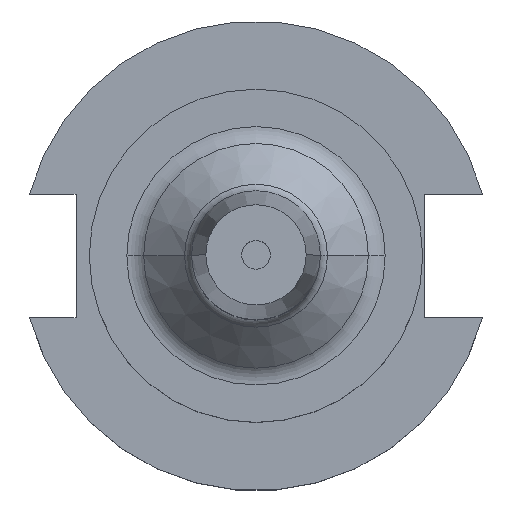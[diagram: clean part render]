
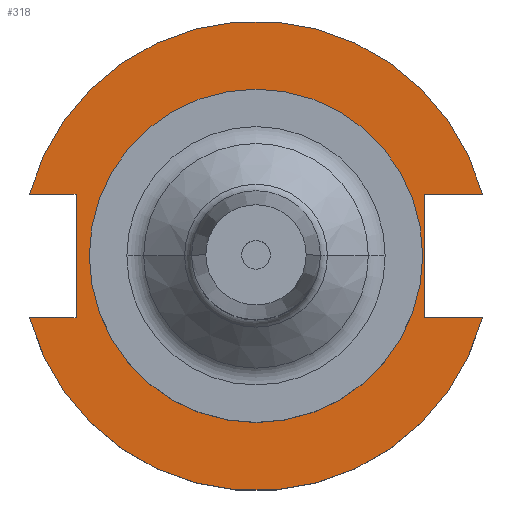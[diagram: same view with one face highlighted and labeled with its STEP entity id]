
A CAD part, top view. The second image highlights one B-rep face of the part: STEP entity #318.
In plain terms, the highlighted planar face has unit normal (0, 0, 1).
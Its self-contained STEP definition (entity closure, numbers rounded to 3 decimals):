
#5 = DIRECTION ( 'NONE',  ( 0., 0., 1. ) ) ;
#27 = AXIS2_PLACEMENT_3D ( 'NONE', #510, #1510, #662 ) ;
#41 = VECTOR ( 'NONE', #1777, 1000. ) ;
#79 = AXIS2_PLACEMENT_3D ( 'NONE', #871, #5, #1012 ) ;
#140 = ORIENTED_EDGE ( 'NONE', *, *, #774, .F. ) ;
#173 = LINE ( 'NONE', #638, #1668 ) ;
#182 = VERTEX_POINT ( 'NONE', #591 ) ;
#215 = CARTESIAN_POINT ( 'NONE',  ( 0., 49.212, 19.05 ) ) ;
#226 = ORIENTED_EDGE ( 'NONE', *, *, #795, .F. ) ;
#228 = VECTOR ( 'NONE', #760, 1000. ) ;
#232 = VERTEX_POINT ( 'NONE', #878 ) ;
#245 = CIRCLE ( 'NONE', #27, 34.925 ) ;
#249 = VERTEX_POINT ( 'NONE', #870 ) ;
#276 = CARTESIAN_POINT ( 'NONE',  ( 35.306, 12.954, 19.05 ) ) ;
#300 = EDGE_CURVE ( 'NONE', #182, #1598, #1829, .T. ) ;
#309 = VECTOR ( 'NONE', #1206, 1000. ) ;
#318 = ADVANCED_FACE ( 'NONE', ( #1092, #1473 ), #1074, .T. ) ;
#332 = LINE ( 'NONE', #769, #1813 ) ;
#333 = CARTESIAN_POINT ( 'NONE',  ( 34.925, 0., 19.05 ) ) ;
#339 = ORIENTED_EDGE ( 'NONE', *, *, #364, .T. ) ;
#364 = EDGE_CURVE ( 'NONE', #232, #249, #617, .T. ) ;
#373 = AXIS2_PLACEMENT_3D ( 'NONE', #943, #753, #1030 ) ;
#404 = CARTESIAN_POINT ( 'NONE',  ( -34.925, 0., 19.05 ) ) ;
#422 = LINE ( 'NONE', #1784, #41 ) ;
#501 = EDGE_CURVE ( 'NONE', #1108, #182, #1096, .T. ) ;
#502 = EDGE_CURVE ( 'NONE', #609, #902, #1306, .T. ) ;
#510 = CARTESIAN_POINT ( 'NONE',  ( 0., 0., 19.05 ) ) ;
#546 = ORIENTED_EDGE ( 'NONE', *, *, #1004, .T. ) ;
#570 = VERTEX_POINT ( 'NONE', #1737 ) ;
#577 = DIRECTION ( 'NONE',  ( 1., 0., 0. ) ) ;
#582 = ORIENTED_EDGE ( 'NONE', *, *, #1723, .F. ) ;
#591 = CARTESIAN_POINT ( 'NONE',  ( -37.719, -12.954, 19.05 ) ) ;
#609 = VERTEX_POINT ( 'NONE', #404 ) ;
#613 = AXIS2_PLACEMENT_3D ( 'NONE', #929, #1843, #987 ) ;
#617 = CIRCLE ( 'NONE', #373, 49.212 ) ;
#620 = VERTEX_POINT ( 'NONE', #1553 ) ;
#638 = CARTESIAN_POINT ( 'NONE',  ( 35.306, 12.954, 19.05 ) ) ;
#662 = DIRECTION ( 'NONE',  ( 1., 0., 0. ) ) ;
#732 = VECTOR ( 'NONE', #577, 1000. ) ;
#753 = DIRECTION ( 'NONE',  ( 0., 0., 1. ) ) ;
#760 = DIRECTION ( 'NONE',  ( 0., -1., 0. ) ) ;
#769 = CARTESIAN_POINT ( 'NONE',  ( -63.719, 12.954, 19.05 ) ) ;
#774 = EDGE_CURVE ( 'NONE', #570, #620, #1751, .T. ) ;
#785 = CARTESIAN_POINT ( 'NONE',  ( -37.719, 12.954, 19.05 ) ) ;
#795 = EDGE_CURVE ( 'NONE', #232, #570, #173, .T. ) ;
#828 = EDGE_CURVE ( 'NONE', #620, #1749, #422, .T. ) ;
#870 = CARTESIAN_POINT ( 'NONE',  ( -47.477, 12.954, 19.05 ) ) ;
#871 = CARTESIAN_POINT ( 'NONE',  ( 0., 0., 19.05 ) ) ;
#878 = CARTESIAN_POINT ( 'NONE',  ( 47.477, 12.954, 19.05 ) ) ;
#902 = VERTEX_POINT ( 'NONE', #333 ) ;
#905 = EDGE_CURVE ( 'NONE', #1598, #249, #332, .T. ) ;
#929 = CARTESIAN_POINT ( 'NONE',  ( 0., 0., 19.05 ) ) ;
#937 = DIRECTION ( 'NONE',  ( 0., 0., 1. ) ) ;
#943 = CARTESIAN_POINT ( 'NONE',  ( 0., 0., 19.05 ) ) ;
#948 = EDGE_LOOP ( 'NONE', ( #582, #1241 ) ) ;
#987 = DIRECTION ( 'NONE',  ( 1., 0., 0. ) ) ;
#1004 = EDGE_CURVE ( 'NONE', #1108, #1749, #1025, .T. ) ;
#1012 = DIRECTION ( 'NONE',  ( 1., 0., 0. ) ) ;
#1025 = CIRCLE ( 'NONE', #613, 49.212 ) ;
#1030 = DIRECTION ( 'NONE',  ( 1., 0., 0. ) ) ;
#1032 = ORIENTED_EDGE ( 'NONE', *, *, #501, .F. ) ;
#1074 = PLANE ( 'NONE',  #1753 ) ;
#1092 = FACE_BOUND ( 'NONE', #948, .T. ) ;
#1096 = LINE ( 'NONE', #1427, #732 ) ;
#1108 = VERTEX_POINT ( 'NONE', #1847 ) ;
#1206 = DIRECTION ( 'NONE',  ( 0., 1., 0. ) ) ;
#1220 = DIRECTION ( 'NONE',  ( 1., 0., 0. ) ) ;
#1241 = ORIENTED_EDGE ( 'NONE', *, *, #502, .F. ) ;
#1285 = EDGE_LOOP ( 'NONE', ( #546, #1511, #140, #226, #339, #1492, #1549, #1032 ) ) ;
#1306 = CIRCLE ( 'NONE', #79, 34.925 ) ;
#1346 = CARTESIAN_POINT ( 'NONE',  ( 47.477, -12.954, 19.05 ) ) ;
#1427 = CARTESIAN_POINT ( 'NONE',  ( -63.719, -12.954, 19.05 ) ) ;
#1473 = FACE_OUTER_BOUND ( 'NONE', #1285, .T. ) ;
#1487 = CARTESIAN_POINT ( 'NONE',  ( -37.719, 12.954, 19.05 ) ) ;
#1492 = ORIENTED_EDGE ( 'NONE', *, *, #905, .F. ) ;
#1510 = DIRECTION ( 'NONE',  ( 0., 0., 1. ) ) ;
#1511 = ORIENTED_EDGE ( 'NONE', *, *, #828, .F. ) ;
#1549 = ORIENTED_EDGE ( 'NONE', *, *, #300, .F. ) ;
#1553 = CARTESIAN_POINT ( 'NONE',  ( 35.306, -12.954, 19.05 ) ) ;
#1598 = VERTEX_POINT ( 'NONE', #785 ) ;
#1634 = DIRECTION ( 'NONE',  ( -1., 0., 0. ) ) ;
#1635 = DIRECTION ( 'NONE',  ( -1., 0., 0. ) ) ;
#1668 = VECTOR ( 'NONE', #1635, 1000. ) ;
#1723 = EDGE_CURVE ( 'NONE', #902, #609, #245, .T. ) ;
#1737 = CARTESIAN_POINT ( 'NONE',  ( 35.306, 12.954, 19.05 ) ) ;
#1749 = VERTEX_POINT ( 'NONE', #1346 ) ;
#1751 = LINE ( 'NONE', #276, #228 ) ;
#1753 = AXIS2_PLACEMENT_3D ( 'NONE', #215, #937, #1220 ) ;
#1777 = DIRECTION ( 'NONE',  ( 1., 0., 0. ) ) ;
#1784 = CARTESIAN_POINT ( 'NONE',  ( 35.306, -12.954, 19.05 ) ) ;
#1813 = VECTOR ( 'NONE', #1634, 1000. ) ;
#1829 = LINE ( 'NONE', #1487, #309 ) ;
#1843 = DIRECTION ( 'NONE',  ( 0., 0., 1. ) ) ;
#1847 = CARTESIAN_POINT ( 'NONE',  ( -47.477, -12.954, 19.05 ) ) ;
